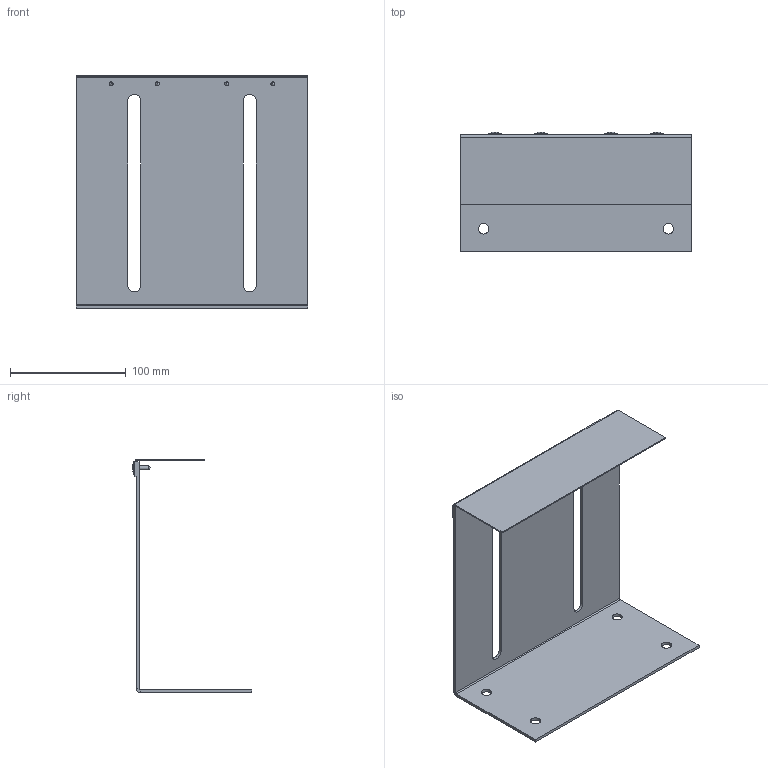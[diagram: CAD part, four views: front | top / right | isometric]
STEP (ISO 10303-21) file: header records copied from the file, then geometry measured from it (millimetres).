
FILE_DESCRIPTION(('STEP AP203'), '1');
FILE_NAME('ÐË056.01.00.000 Êðîíøòåéí äâîéíîé ñ áîêîâûì êðåïëåíèåì (ÎÁ)', '2015-09-25T05:02:40', (''), (''), 'ASCON STEP Converter 1.3', 'ASCON Math Kernel', '');
FILE_SCHEMA(('CONFIG_CONTROL_DESIGN'));
Length unit declared in the file: millimetre
Products named in the file (1): 倓056.01.00.00010
Bounding box: 200 x 103.36 x 202 mm (x, y, z)
Volume: 153910 mm3; surface area: 140674 mm2
Topology: 1 solids, 5 shells, 113 faces, 269 edges, 170 vertices
Faces by surface type: plane 77, cylinder 28, bspline 4, cone 4
Full cylindrical faces by diameter (mm): 3.444 x8, 4.5 x4, 9 x4, 11.426 x4
Entity records: 3631 total; most frequent: CARTESIAN_POINT 1085, DIRECTION 513, ORIENTED_EDGE 474, EDGE_CURVE 237, AXIS2_PLACEMENT_3D 198, VERTEX_POINT 166, EDGE_LOOP 165, FACE_BOUND 121
